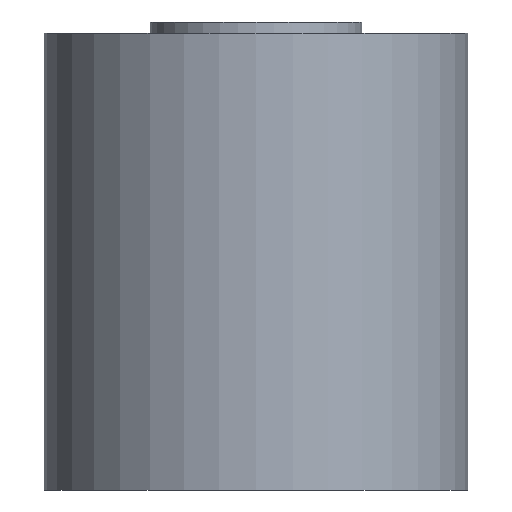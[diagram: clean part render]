
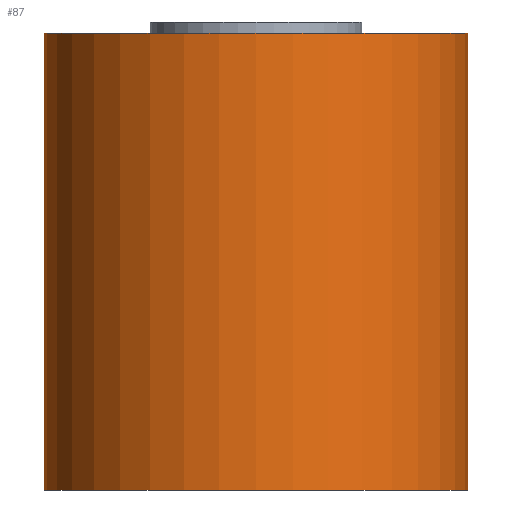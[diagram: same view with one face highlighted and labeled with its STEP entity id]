
A CAD part, front view. The second image highlights one B-rep face of the part: STEP entity #87.
In plain terms, the highlighted cylindrical face has radius 19.05 mm (diameter 38.1 mm), a full revolution.
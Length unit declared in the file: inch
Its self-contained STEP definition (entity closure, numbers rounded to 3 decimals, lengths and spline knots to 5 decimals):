
#24=FACE_OUTER_BOUND('',#31,.T.);
#31=EDGE_LOOP('',(#73,#74,#75,#76));
#38=LINE('',#169,#41);
#41=VECTOR('',#144,0.75);
#44=CIRCLE('',#114,0.75);
#47=CIRCLE('',#119,0.75);
#50=VERTEX_POINT('',#159);
#53=VERTEX_POINT('',#168);
#57=EDGE_CURVE('',#50,#50,#44,.T.);
#61=EDGE_CURVE('',#50,#53,#38,.T.);
#62=EDGE_CURVE('',#53,#53,#47,.T.);
#73=ORIENTED_EDGE('',*,*,#57,.T.);
#74=ORIENTED_EDGE('',*,*,#61,.T.);
#75=ORIENTED_EDGE('',*,*,#62,.F.);
#76=ORIENTED_EDGE('',*,*,#61,.F.);
#83=CYLINDRICAL_SURFACE('',#118,0.75);
#87=ADVANCED_FACE('',(#24),#83,.T.);
#114=AXIS2_PLACEMENT_3D('',#160,#133,#134);
#118=AXIS2_PLACEMENT_3D('',#167,#142,#143);
#119=AXIS2_PLACEMENT_3D('',#170,#145,#146);
#133=DIRECTION('center_axis',(0.,0.,-1.));
#134=DIRECTION('ref_axis',(-1.,0.,0.));
#142=DIRECTION('center_axis',(0.,0.,1.));
#143=DIRECTION('ref_axis',(-1.,0.,0.));
#144=DIRECTION('',(0.,0.,-1.));
#145=DIRECTION('center_axis',(0.,0.,-1.));
#146=DIRECTION('ref_axis',(-1.,0.,0.));
#159=CARTESIAN_POINT('',(0.75,0.,1.616));
#160=CARTESIAN_POINT('Origin',(0.,0.,1.616));
#167=CARTESIAN_POINT('Origin',(0.,0.,0.));
#168=CARTESIAN_POINT('',(0.75,0.,0.));
#169=CARTESIAN_POINT('',(0.75,0.,0.));
#170=CARTESIAN_POINT('Origin',(0.,0.,0.));
